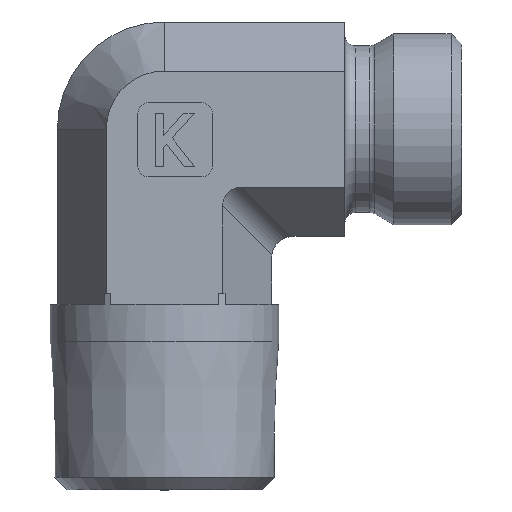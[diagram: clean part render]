
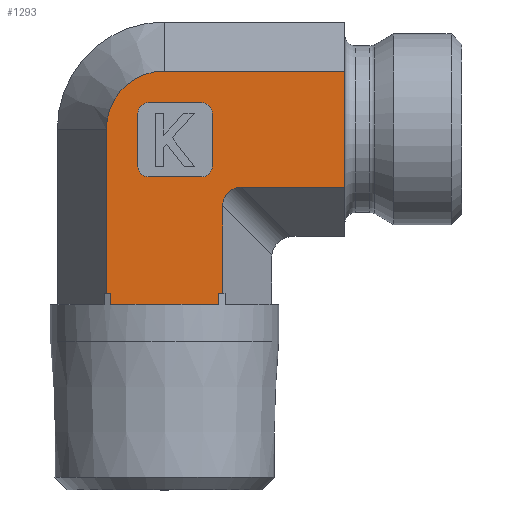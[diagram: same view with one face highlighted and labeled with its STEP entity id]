
A CAD part, left-side view. The second image highlights one B-rep face of the part: STEP entity #1293.
In plain terms, the highlighted planar face has unit normal (-1, 0, 0).
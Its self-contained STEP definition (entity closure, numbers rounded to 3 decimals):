
#367=CARTESIAN_POINT('',(-28.485,15.029,1.));
#368=VERTEX_POINT('',#367);
#369=CARTESIAN_POINT('',(-28.485,14.594,1.));
#370=VERTEX_POINT('',#369);
#371=CARTESIAN_POINT('',(-28.485,15.029,1.));
#372=DIRECTION('',(0.0,-1.0,0.0));
#373=VECTOR('',#372,0.435);
#374=LINE('',#371,#373);
#375=EDGE_CURVE('',#368,#370,#374,.T.);
#413=CARTESIAN_POINT('',(-28.485,4.494,1.));
#414=VERTEX_POINT('',#413);
#422=CARTESIAN_POINT('',(-28.485,4.494,-0.041));
#423=VERTEX_POINT('',#422);
#424=CARTESIAN_POINT('',(-28.485,4.494,-0.041));
#425=DIRECTION('',(0.0,0.0,1.0));
#426=VECTOR('',#425,1.041);
#427=LINE('',#424,#426);
#428=EDGE_CURVE('',#423,#414,#427,.T.);
#430=CARTESIAN_POINT('',(-28.485,14.594,-0.041));
#431=VERTEX_POINT('',#430);
#439=CARTESIAN_POINT('',(-28.485,14.594,1.));
#440=DIRECTION('',(0.0,0.0,-1.0));
#441=VECTOR('',#440,1.041);
#442=LINE('',#439,#441);
#443=EDGE_CURVE('',#370,#431,#442,.T.);
#517=CARTESIAN_POINT('',(-28.485,4.059,1.));
#518=VERTEX_POINT('',#517);
#525=CARTESIAN_POINT('',(-28.485,4.494,1.));
#526=DIRECTION('',(0.0,-1.0,0.0));
#527=VECTOR('',#526,0.435);
#528=LINE('',#525,#527);
#529=EDGE_CURVE('',#414,#518,#528,.T.);
#770=CARTESIAN_POINT('',(-28.485,5.312,0.0));
#771=VERTEX_POINT('',#770);
#772=CARTESIAN_POINT('',(-28.485,5.312,0.));
#773=CARTESIAN_POINT('',(-28.485,5.055,0.));
#774=CARTESIAN_POINT('',(-28.485,4.773,-0.011));
#775=CARTESIAN_POINT('',(-28.485,4.494,-0.041));
#776=B_SPLINE_CURVE_WITH_KNOTS('',3,(#772,#773,#774,#775),.UNSPECIFIED.,.F.,.U.,(4,4),(1.915,1.992),.UNSPECIFIED.);
#777=EDGE_CURVE('',#771,#423,#776,.T.);
#779=CARTESIAN_POINT('',(-28.485,13.776,0.0));
#780=VERTEX_POINT('',#779);
#788=CARTESIAN_POINT('',(-28.485,14.594,-0.041));
#789=CARTESIAN_POINT('',(-28.485,14.314,-0.011));
#790=CARTESIAN_POINT('',(-28.485,14.033,0.));
#791=CARTESIAN_POINT('',(-28.485,13.776,0.));
#792=B_SPLINE_CURVE_WITH_KNOTS('',3,(#788,#789,#790,#791),.UNSPECIFIED.,.F.,.U.,(4,4),(1.042,1.119),.UNSPECIFIED.);
#793=EDGE_CURVE('',#431,#780,#792,.T.);
#1013=CARTESIAN_POINT('',(-28.485,-7.456,21.985));
#1014=VERTEX_POINT('',#1013);
#1023=CARTESIAN_POINT('',(-28.485,-7.456,11.015));
#1024=VERTEX_POINT('',#1023);
#1025=CARTESIAN_POINT('',(-28.485,-7.456,11.015));
#1026=DIRECTION('',(0.0,0.0,1.0));
#1027=VECTOR('',#1026,10.97);
#1028=LINE('',#1025,#1027);
#1029=EDGE_CURVE('',#1024,#1014,#1028,.T.);
#1137=CARTESIAN_POINT('',(-28.485,2.327,11.015));
#1138=VERTEX_POINT('',#1137);
#1139=CARTESIAN_POINT('',(-28.485,2.327,11.015));
#1140=DIRECTION('',(0.0,-1.0,0.0));
#1141=VECTOR('',#1140,9.783);
#1142=LINE('',#1139,#1141);
#1143=EDGE_CURVE('',#1138,#1024,#1142,.T.);
#1164=CARTESIAN_POINT('',(-28.485,4.059,0.0));
#1165=DIRECTION('',(-1.0,0.0,0.0));
#1166=DIRECTION('',(0.0,0.0,1.0));
#1167=AXIS2_PLACEMENT_3D('',#1164,#1165,#1166);
#1168=PLANE('',#1167);
#1169=ORIENTED_EDGE('',*,*,#529,.T.);
#1170=CARTESIAN_POINT('',(-28.485,4.059,9.283));
#1171=VERTEX_POINT('',#1170);
#1172=CARTESIAN_POINT('',(-28.485,4.059,1.));
#1173=DIRECTION('',(0.0,0.0,1.0));
#1174=VECTOR('',#1173,8.283);
#1175=LINE('',#1172,#1174);
#1176=EDGE_CURVE('',#518,#1171,#1175,.T.);
#1177=ORIENTED_EDGE('',*,*,#1176,.T.);
#1178=CARTESIAN_POINT('',(-28.485,1.75,8.706));
#1179=DIRECTION('',(-1.0,0.0,0.0));
#1180=DIRECTION('',(0.0,0.707,0.707));
#1181=AXIS2_PLACEMENT_3D('',#1178,#1179,#1180);
#1182=ELLIPSE('',#1181,2.582,2.0);
#1183=EDGE_CURVE('',#1138,#1171,#1182,.T.);
#1184=ORIENTED_EDGE('',*,*,#1183,.F.);
#1185=ORIENTED_EDGE('',*,*,#1143,.T.);
#1186=ORIENTED_EDGE('',*,*,#1029,.T.);
#1187=CARTESIAN_POINT('',(-28.485,9.544,21.985));
#1188=VERTEX_POINT('',#1187);
#1189=CARTESIAN_POINT('',(-28.485,9.544,21.985));
#1190=DIRECTION('',(0.0,-1.0,0.0));
#1191=VECTOR('',#1190,17.);
#1192=LINE('',#1189,#1191);
#1193=EDGE_CURVE('',#1188,#1014,#1192,.T.);
#1194=ORIENTED_EDGE('',*,*,#1193,.F.);
#1195=CARTESIAN_POINT('',(-28.485,15.029,16.5));
#1196=VERTEX_POINT('',#1195);
#1197=CARTESIAN_POINT('',(-28.485,9.544,16.5));
#1198=DIRECTION('',(-1.0,0.0,0.0));
#1199=DIRECTION('',(0.0,0.0,1.0));
#1200=AXIS2_PLACEMENT_3D('',#1197,#1198,#1199);
#1201=CIRCLE('',#1200,5.485);
#1202=EDGE_CURVE('',#1188,#1196,#1201,.T.);
#1203=ORIENTED_EDGE('',*,*,#1202,.T.);
#1204=CARTESIAN_POINT('',(-28.485,15.029,1.));
#1205=DIRECTION('',(0.0,0.0,1.0));
#1206=VECTOR('',#1205,15.5);
#1207=LINE('',#1204,#1206);
#1208=EDGE_CURVE('',#368,#1196,#1207,.T.);
#1209=ORIENTED_EDGE('',*,*,#1208,.F.);
#1210=ORIENTED_EDGE('',*,*,#375,.T.);
#1211=ORIENTED_EDGE('',*,*,#443,.T.);
#1212=ORIENTED_EDGE('',*,*,#793,.T.);
#1213=CARTESIAN_POINT('',(-28.485,13.776,0.0));
#1214=DIRECTION('',(0.0,-1.0,0.0));
#1215=VECTOR('',#1214,8.464);
#1216=LINE('',#1213,#1215);
#1217=EDGE_CURVE('',#780,#771,#1216,.T.);
#1218=ORIENTED_EDGE('',*,*,#1217,.T.);
#1219=ORIENTED_EDGE('',*,*,#777,.T.);
#1220=ORIENTED_EDGE('',*,*,#428,.T.);
#1221=EDGE_LOOP('',(#1169,#1177,#1184,#1185,#1186,#1194,#1203,#1209,#1210,#1211,#1212,#1218,#1219,#1220));
#1222=FACE_OUTER_BOUND('',#1221,.T.);
#1223=CARTESIAN_POINT('',(-28.485,6.044,12.));
#1224=VERTEX_POINT('',#1223);
#1225=CARTESIAN_POINT('',(-28.485,11.044,12.));
#1226=VERTEX_POINT('',#1225);
#1227=CARTESIAN_POINT('',(-28.485,6.044,12.));
#1228=DIRECTION('',(0.0,1.0,0.0));
#1229=VECTOR('',#1228,5.);
#1230=LINE('',#1227,#1229);
#1231=EDGE_CURVE('',#1224,#1226,#1230,.T.);
#1232=ORIENTED_EDGE('',*,*,#1231,.T.);
#1233=CARTESIAN_POINT('',(-28.485,12.044,13.));
#1234=VERTEX_POINT('',#1233);
#1235=CARTESIAN_POINT('',(-28.485,11.044,13.));
#1236=DIRECTION('',(-1.0,0.0,0.0));
#1237=DIRECTION('',(0.0,0.707,-0.707));
#1238=AXIS2_PLACEMENT_3D('',#1235,#1236,#1237);
#1239=CIRCLE('',#1238,1.0);
#1240=EDGE_CURVE('',#1234,#1226,#1239,.T.);
#1241=ORIENTED_EDGE('',*,*,#1240,.F.);
#1242=CARTESIAN_POINT('',(-28.485,12.044,18.));
#1243=VERTEX_POINT('',#1242);
#1244=CARTESIAN_POINT('',(-28.485,12.044,13.));
#1245=DIRECTION('',(0.0,0.0,1.0));
#1246=VECTOR('',#1245,5.);
#1247=LINE('',#1244,#1246);
#1248=EDGE_CURVE('',#1234,#1243,#1247,.T.);
#1249=ORIENTED_EDGE('',*,*,#1248,.T.);
#1250=CARTESIAN_POINT('',(-28.485,11.044,19.));
#1251=VERTEX_POINT('',#1250);
#1252=CARTESIAN_POINT('',(-28.485,11.044,18.));
#1253=DIRECTION('',(-1.0,0.0,0.0));
#1254=DIRECTION('',(0.0,0.707,0.707));
#1255=AXIS2_PLACEMENT_3D('',#1252,#1253,#1254);
#1256=CIRCLE('',#1255,1.0);
#1257=EDGE_CURVE('',#1251,#1243,#1256,.T.);
#1258=ORIENTED_EDGE('',*,*,#1257,.F.);
#1259=CARTESIAN_POINT('',(-28.485,6.044,19.));
#1260=VERTEX_POINT('',#1259);
#1261=CARTESIAN_POINT('',(-28.485,11.044,19.));
#1262=DIRECTION('',(0.0,-1.0,0.0));
#1263=VECTOR('',#1262,5.);
#1264=LINE('',#1261,#1263);
#1265=EDGE_CURVE('',#1251,#1260,#1264,.T.);
#1266=ORIENTED_EDGE('',*,*,#1265,.T.);
#1267=CARTESIAN_POINT('',(-28.485,5.044,18.));
#1268=VERTEX_POINT('',#1267);
#1269=CARTESIAN_POINT('',(-28.485,6.044,18.));
#1270=DIRECTION('',(-1.0,0.0,0.0));
#1271=DIRECTION('',(0.0,-0.707,0.707));
#1272=AXIS2_PLACEMENT_3D('',#1269,#1270,#1271);
#1273=CIRCLE('',#1272,1.0);
#1274=EDGE_CURVE('',#1268,#1260,#1273,.T.);
#1275=ORIENTED_EDGE('',*,*,#1274,.F.);
#1276=CARTESIAN_POINT('',(-28.485,5.044,13.));
#1277=VERTEX_POINT('',#1276);
#1278=CARTESIAN_POINT('',(-28.485,5.044,18.));
#1279=DIRECTION('',(0.0,0.0,-1.0));
#1280=VECTOR('',#1279,5.);
#1281=LINE('',#1278,#1280);
#1282=EDGE_CURVE('',#1268,#1277,#1281,.T.);
#1283=ORIENTED_EDGE('',*,*,#1282,.T.);
#1284=CARTESIAN_POINT('',(-28.485,6.044,13.));
#1285=DIRECTION('',(-1.0,0.0,0.0));
#1286=DIRECTION('',(0.0,-0.707,-0.707));
#1287=AXIS2_PLACEMENT_3D('',#1284,#1285,#1286);
#1288=CIRCLE('',#1287,1.0);
#1289=EDGE_CURVE('',#1224,#1277,#1288,.T.);
#1290=ORIENTED_EDGE('',*,*,#1289,.F.);
#1291=EDGE_LOOP('',(#1232,#1241,#1249,#1258,#1266,#1275,#1283,#1290));
#1292=FACE_BOUND('',#1291,.T.);
#1293=ADVANCED_FACE('',(#1222,#1292),#1168,.T.);
